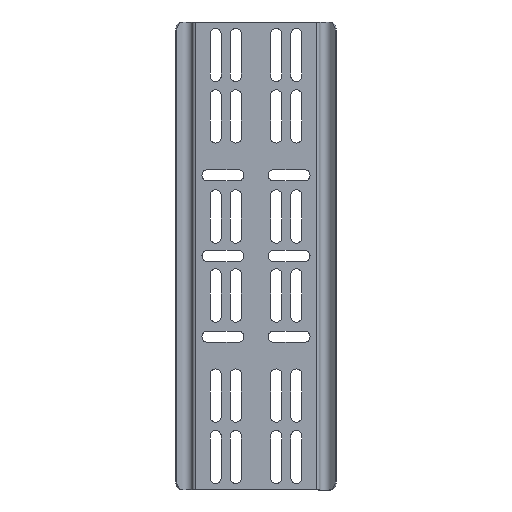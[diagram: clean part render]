
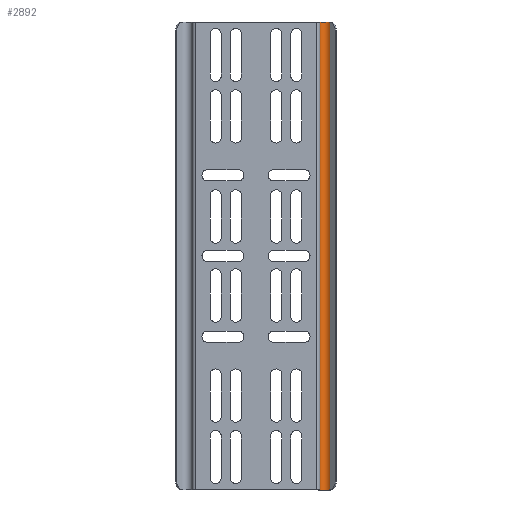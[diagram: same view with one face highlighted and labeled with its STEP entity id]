
A CAD part, front view. The second image highlights one B-rep face of the part: STEP entity #2892.
In plain terms, the highlighted cylindrical face has radius 4 mm (diameter 8 mm), a partial arc.
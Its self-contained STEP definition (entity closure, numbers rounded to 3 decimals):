
#155=B_SPLINE_CURVE_WITH_KNOTS('',3,(#4292,#4293,#4294,#4295),
 .UNSPECIFIED.,.F.,.F.,(4,4),(1.422,1.571),
 .UNSPECIFIED.);
#158=B_SPLINE_CURVE_WITH_KNOTS('',3,(#4327,#4328,#4329,#4330),
 .UNSPECIFIED.,.F.,.F.,(4,4),(6.283,6.432),
 .UNSPECIFIED.);
#172=FACE_OUTER_BOUND('',#326,.T.);
#326=EDGE_LOOP('',(#1979,#1980,#1981,#1982,#1983,#1984));
#541=CIRCLE('',#3072,4.);
#542=CIRCLE('',#3074,4.);
#689=LINE('',#4325,#969);
#690=LINE('',#4333,#970);
#969=VECTOR('',#3397,10.);
#970=VECTOR('',#3400,10.);
#1246=VERTEX_POINT('',#4265);
#1249=VERTEX_POINT('',#4288);
#1251=VERTEX_POINT('',#4291);
#1258=VERTEX_POINT('',#4321);
#1259=VERTEX_POINT('',#4326);
#1260=VERTEX_POINT('',#4331);
#1530=EDGE_CURVE('',#1249,#1251,#155,.T.);
#1541=EDGE_CURVE('',#1258,#1251,#541,.T.);
#1543=EDGE_CURVE('',#1246,#1249,#689,.T.);
#1544=EDGE_CURVE('',#1259,#1246,#158,.T.);
#1545=EDGE_CURVE('',#1260,#1259,#542,.T.);
#1546=EDGE_CURVE('',#1260,#1258,#690,.T.);
#1979=ORIENTED_EDGE('',*,*,#1530,.F.);
#1980=ORIENTED_EDGE('',*,*,#1543,.F.);
#1981=ORIENTED_EDGE('',*,*,#1544,.F.);
#1982=ORIENTED_EDGE('',*,*,#1545,.F.);
#1983=ORIENTED_EDGE('',*,*,#1546,.T.);
#1984=ORIENTED_EDGE('',*,*,#1541,.T.);
#2817=CYLINDRICAL_SURFACE('',#3073,4.);
#2892=ADVANCED_FACE('',(#172),#2817,.F.);
#3072=AXIS2_PLACEMENT_3D('',#4322,#3392,#3393);
#3073=AXIS2_PLACEMENT_3D('',#4324,#3395,#3396);
#3074=AXIS2_PLACEMENT_3D('',#4332,#3398,#3399);
#3392=DIRECTION('center_axis',(0.,0.,
-1.));
#3393=DIRECTION('ref_axis',(-0.943,0.333,0.));
#3395=DIRECTION('center_axis',(0.,0.,
-1.));
#3396=DIRECTION('ref_axis',(-0.943,0.333,0.));
#3397=DIRECTION('',(0.,0.,-1.));
#3398=DIRECTION('center_axis',(0.,0.,
-1.));
#3399=DIRECTION('ref_axis',(-0.943,0.333,0.));
#3400=DIRECTION('',(0.,0.,-1.));
#4265=CARTESIAN_POINT('',(45.895,2.916,289.945));
#4288=CARTESIAN_POINT('',(45.895,2.916,0.055));
#4291=CARTESIAN_POINT('',(45.359,3.339,0.));
#4292=CARTESIAN_POINT('Ctrl Pts',(45.895,2.916,0.055));
#4293=CARTESIAN_POINT('Ctrl Pts',(45.73,3.071,0.018));
#4294=CARTESIAN_POINT('Ctrl Pts',(45.55,3.213,0.));
#4295=CARTESIAN_POINT('Ctrl Pts',(45.359,3.339,0.));
#4321=CARTESIAN_POINT('',(39.386,1.333,0.));
#4322=CARTESIAN_POINT('Origin',(43.157,0.,0.));
#4324=CARTESIAN_POINT('Origin',(43.157,0.,145.));
#4325=CARTESIAN_POINT('',(45.895,2.916,145.));
#4326=CARTESIAN_POINT('',(45.359,3.339,290.));
#4327=CARTESIAN_POINT('Ctrl Pts',(45.359,3.339,290.));
#4328=CARTESIAN_POINT('Ctrl Pts',(45.55,3.213,290.));
#4329=CARTESIAN_POINT('Ctrl Pts',(45.73,3.071,289.982));
#4330=CARTESIAN_POINT('Ctrl Pts',(45.895,2.916,289.945));
#4331=CARTESIAN_POINT('',(39.386,1.333,290.));
#4332=CARTESIAN_POINT('Origin',(43.157,0.,290.));
#4333=CARTESIAN_POINT('',(39.386,1.333,145.));
